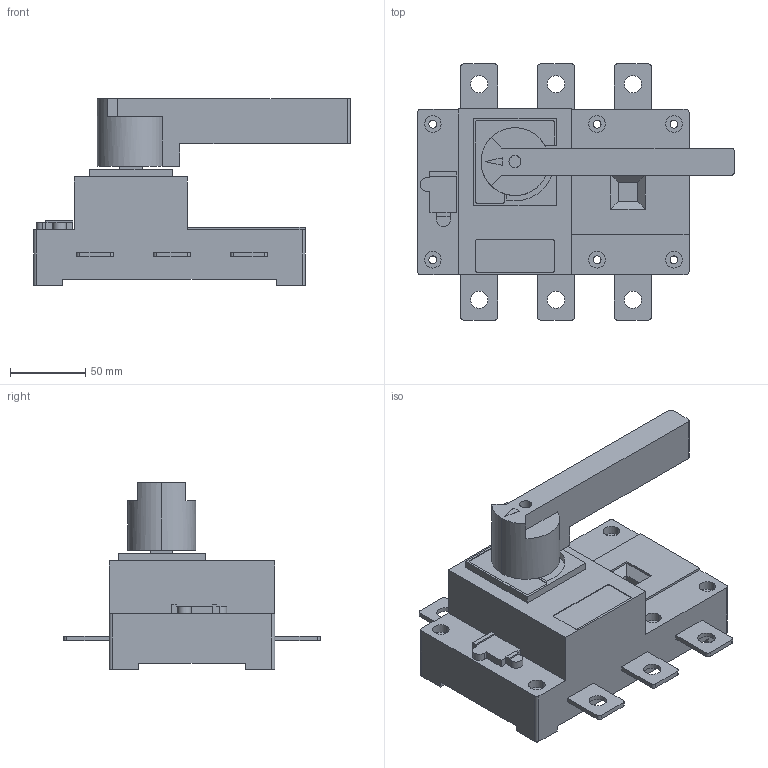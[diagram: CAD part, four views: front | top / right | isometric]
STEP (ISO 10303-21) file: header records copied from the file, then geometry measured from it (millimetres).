
FILE_DESCRIPTION (( 'STEP AP203' ), '1' );
FILE_NAME ('Ðóáèëüíèê-âûêëþ÷àòåëü 250A 3P c ðóêîÿòêîé óïðàâëåíèÿ PowerSwitch EKF PROxima (psds-250-3).STEP', '2021-10-28T12:42:10', ( '' ), ( '' ), 'SwSTEP 2.0', 'SolidWorks 2021', '' );
FILE_SCHEMA (( 'CONFIG_CONTROL_DESIGN' ));
Length unit declared in the file: millimetre
Products named in the file (3): psds-250-3.002 Ðóêîÿòêà_00; psds-250-3.001 扻豵鵨_00; Ðóáèëüíèê-âûêëþ÷àòåëü 250A 3P c ðóêîÿòêîé óïðàâëåíèÿ PowerSwitch EKF PROxima (psds-250-3)
Assembly tree (2 placements, depth 2):
  Ðóáèëüíèê-âûêëþ÷àòåëü 250A 3P c ðóêîÿòêîé óïðàâëåíèÿ PowerSwitch EKF PROxima (psds-250-3)
    psds-250-3.001 扻豵鵨_00
    psds-250-3.002 Ðóêîÿòêà_00
Bounding box: 210 x 170 x 124 mm (x, y, z)
Volume: 1095542 mm3; surface area: 115301.7 mm2
Topology: 2 solids, 2 shells, 219 faces, 567 edges, 372 vertices
Faces by surface type: plane 146, cylinder 73
Entity records: 7027 total; most frequent: DIRECTION 1168, CARTESIAN_POINT 1163, ORIENTED_EDGE 1134, EDGE_CURVE 567, LINE 414, VECTOR 414, AXIS2_PLACEMENT_3D 377, VERTEX_POINT 372
